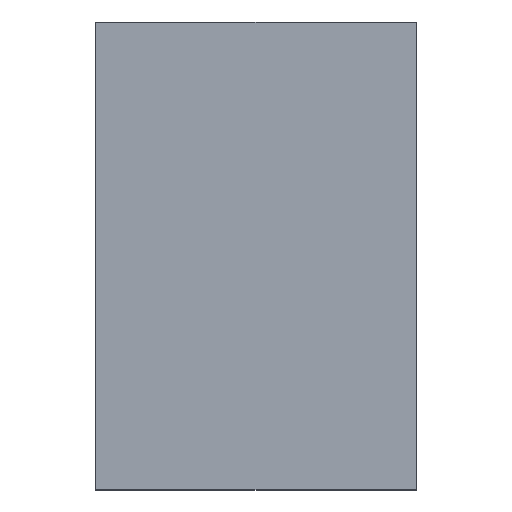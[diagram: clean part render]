
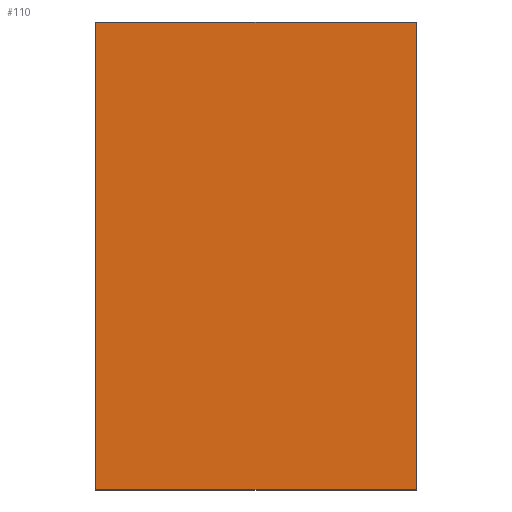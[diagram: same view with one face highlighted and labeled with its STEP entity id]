
A CAD part, top view. The second image highlights one B-rep face of the part: STEP entity #110.
In plain terms, the highlighted planar face has unit normal (0, 0, 1).
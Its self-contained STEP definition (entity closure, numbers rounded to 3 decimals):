
#36=ORIENTED_EDGE('',*,*,#46,.F.);
#37=ORIENTED_EDGE('',*,*,#55,.F.);
#38=ORIENTED_EDGE('',*,*,#52,.F.);
#39=ORIENTED_EDGE('',*,*,#49,.F.);
#46=EDGE_CURVE('',#58,#59,#66,.T.);
#49=EDGE_CURVE('',#59,#61,#69,.T.);
#52=EDGE_CURVE('',#61,#63,#72,.T.);
#55=EDGE_CURVE('',#63,#58,#75,.T.);
#58=VERTEX_POINT('',#165);
#59=VERTEX_POINT('',#167);
#61=VERTEX_POINT('',#173);
#63=VERTEX_POINT('',#179);
#66=LINE('',#166,#78);
#69=LINE('',#172,#81);
#72=LINE('',#178,#84);
#75=LINE('',#183,#87);
#78=VECTOR('',#139,1000.);
#81=VECTOR('',#144,1000.);
#84=VECTOR('',#149,1000.);
#87=VECTOR('',#154,1000.);
#92=EDGE_LOOP('',(#36,#37,#38,#39));
#98=FACE_BOUND('',#92,.T.);
#104=PLANE('',#131);
#110=ADVANCED_FACE('',(#98),#104,.F.);
#131=AXIS2_PLACEMENT_3D('',#184,#155,#156);
#139=DIRECTION('',(0.,-1.,0.));
#144=DIRECTION('',(-1.,0.,0.));
#149=DIRECTION('',(0.,1.,0.));
#154=DIRECTION('',(1.,0.,0.));
#155=DIRECTION('',(0.,0.,-1.));
#156=DIRECTION('',(-1.,0.,0.));
#165=CARTESIAN_POINT('',(29.35,39.68,4.441));
#166=CARTESIAN_POINT('',(29.35,39.68,4.441));
#167=CARTESIAN_POINT('',(29.35,-46.15,4.441));
#172=CARTESIAN_POINT('',(29.35,-46.15,4.441));
#173=CARTESIAN_POINT('',(-29.35,-46.15,4.441));
#178=CARTESIAN_POINT('',(-29.35,-46.15,4.441));
#179=CARTESIAN_POINT('',(-29.35,39.68,4.441));
#183=CARTESIAN_POINT('',(-29.35,39.68,4.441));
#184=CARTESIAN_POINT('',(0.,0.,4.441));
